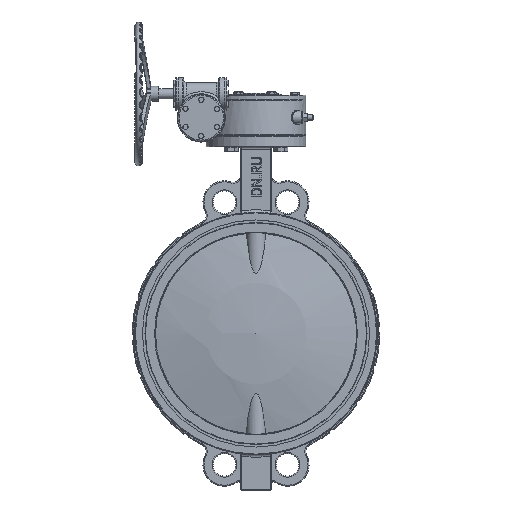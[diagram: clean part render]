
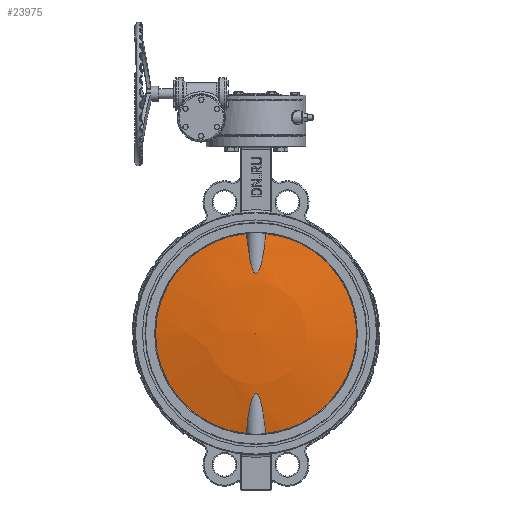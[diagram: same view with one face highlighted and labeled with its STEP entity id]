
A CAD part, top view. The second image highlights one B-rep face of the part: STEP entity #23975.
In plain terms, the highlighted spherical face has radius 866.184 mm.
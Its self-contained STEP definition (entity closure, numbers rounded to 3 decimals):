
#751=SPHERICAL_SURFACE('',#25697,866.184);
#1679=FACE_OUTER_BOUND('',#3045,.T.);
#3045=EDGE_LOOP('',(#15679,#15680,#15681,#15682,#15683,#15684,#15685));
#7614=CIRCLE('',#25698,199.06);
#7615=CIRCLE('',#25699,866.184);
#7616=CIRCLE('',#25700,199.06);
#7617=CIRCLE('',#25701,199.06);
#8439=B_SPLINE_CURVE_WITH_KNOTS('',3,(#34000,#34001,#34002,#34003,#34004,
#34005,#34006,#34007,#34008,#34009,#34010,#34011,#34012,#34013,#34014,#34015,
#34016,#34017,#34018,#34019,#34020,#34021,#34022,#34023,#34024,#34025,#34026,
#34027,#34028,#34029,#34030,#34031,#34032,#34033,#34034,#34035,#34036,#34037,
#34038,#34039,#34040,#34041),.UNSPECIFIED.,.F.,.F.,(4,2,2,2,2,2,2,2,2,2,
2,2,2,2,2,2,2,2,2,2,4),(1.099,3.663,5.494,
6.41,7.325,8.001,8.339,8.677,
8.882,8.985,9.087,9.19,9.292,
9.497,9.835,10.173,10.849,11.765,
12.68,14.512,17.076),.UNSPECIFIED.);
#8440=B_SPLINE_CURVE_WITH_KNOTS('',3,(#34049,#34050,#34051,#34052,#34053,
#34054,#34055,#34056,#34057,#34058,#34059,#34060,#34061,#34062,#34063,#34064,
#34065,#34066,#34067,#34068,#34069,#34070,#34071,#34072,#34073,#34074,#34075,
#34076,#34077,#34078,#34079,#34080,#34081,#34082,#34083,#34084,#34085,#34086,
#34087,#34088,#34089,#34090),.UNSPECIFIED.,.F.,.F.,(4,2,2,2,2,2,2,2,2,2,
2,2,2,2,2,2,2,2,2,2,4),(1.099,3.663,5.494,
6.41,7.325,8.001,8.339,8.677,
8.882,8.985,9.087,9.19,9.292,
9.497,9.835,10.173,10.849,11.765,
12.68,14.512,17.076),.UNSPECIFIED.);
#9608=VERTEX_POINT('',#33998);
#9609=VERTEX_POINT('',#33999);
#9610=VERTEX_POINT('',#34042);
#9611=VERTEX_POINT('',#34044);
#9612=VERTEX_POINT('',#34046);
#9613=VERTEX_POINT('',#34048);
#11986=EDGE_CURVE('',#9608,#9609,#8439,.T.);
#11987=EDGE_CURVE('',#9610,#9608,#7614,.T.);
#11988=EDGE_CURVE('',#9610,#9611,#7615,.T.);
#11989=EDGE_CURVE('',#9612,#9610,#7616,.T.);
#11990=EDGE_CURVE('',#9613,#9612,#8440,.T.);
#11991=EDGE_CURVE('',#9609,#9613,#7617,.T.);
#15679=ORIENTED_EDGE('',*,*,#11986,.F.);
#15680=ORIENTED_EDGE('',*,*,#11987,.F.);
#15681=ORIENTED_EDGE('',*,*,#11988,.T.);
#15682=ORIENTED_EDGE('',*,*,#11988,.F.);
#15683=ORIENTED_EDGE('',*,*,#11989,.F.);
#15684=ORIENTED_EDGE('',*,*,#11990,.F.);
#15685=ORIENTED_EDGE('',*,*,#11991,.F.);
#23975=ADVANCED_FACE('',(#1679),#751,.T.);
#25697=AXIS2_PLACEMENT_3D('',#33997,#27894,#27895);
#25698=AXIS2_PLACEMENT_3D('',#34043,#27896,#27897);
#25699=AXIS2_PLACEMENT_3D('',#34045,#27898,#27899);
#25700=AXIS2_PLACEMENT_3D('',#34047,#27900,#27901);
#25701=AXIS2_PLACEMENT_3D('',#34091,#27902,#27903);
#27894=DIRECTION('center_axis',(0.,0.,-1.));
#27895=DIRECTION('ref_axis',(1.,0.,0.));
#27896=DIRECTION('center_axis',(0.,0.,-1.));
#27897=DIRECTION('ref_axis',(0.,1.,0.));
#27898=DIRECTION('center_axis',(0.,1.,0.));
#27899=DIRECTION('ref_axis',(-1.,0.,0.));
#27900=DIRECTION('center_axis',(0.,0.,-1.));
#27901=DIRECTION('ref_axis',(0.,1.,0.));
#27902=DIRECTION('center_axis',(0.,0.,-1.));
#27903=DIRECTION('ref_axis',(0.,1.,0.));
#33997=CARTESIAN_POINT('Origin',(0.,0.,-838.001));
#33998=CARTESIAN_POINT('',(-19.365,198.116,5.));
#33999=CARTESIAN_POINT('',(19.365,198.116,5.));
#34000=CARTESIAN_POINT('Ctrl Pts',(-19.365,198.116,5.));
#34001=CARTESIAN_POINT('Ctrl Pts',(-18.833,189.404,7.06));
#34002=CARTESIAN_POINT('Ctrl Pts',(-17.96,180.29,9.074));
#34003=CARTESIAN_POINT('Ctrl Pts',(-15.883,164.71,12.257));
#34004=CARTESIAN_POINT('Ctrl Pts',(-14.848,158.233,13.504));
#34005=CARTESIAN_POINT('Ctrl Pts',(-13.005,148.78,15.217));
#34006=CARTESIAN_POINT('Ctrl Pts',(-12.342,145.673,15.763));
#34007=CARTESIAN_POINT('Ctrl Pts',(-10.891,139.589,16.798));
#34008=CARTESIAN_POINT('Ctrl Pts',(-10.105,136.612,17.289));
#34009=CARTESIAN_POINT('Ctrl Pts',(-8.564,131.598,18.089));
#34010=CARTESIAN_POINT('Ctrl Pts',(-7.783,129.278,18.45));
#34011=CARTESIAN_POINT('Ctrl Pts',(-6.388,125.922,18.959));
#34012=CARTESIAN_POINT('Ctrl Pts',(-5.886,124.825,19.123));
#34013=CARTESIAN_POINT('Ctrl Pts',(-4.777,122.748,19.43));
#34014=CARTESIAN_POINT('Ctrl Pts',(-4.175,121.765,19.573));
#34015=CARTESIAN_POINT('Ctrl Pts',(-3.034,120.375,19.773));
#34016=CARTESIAN_POINT('Ctrl Pts',(-2.514,119.839,19.85));
#34017=CARTESIAN_POINT('Ctrl Pts',(-1.634,119.241,19.935));
#34018=CARTESIAN_POINT('Ctrl Pts',(-1.324,119.076,19.959));
#34019=CARTESIAN_POINT('Ctrl Pts',(-0.677,118.848,
19.991));
#34020=CARTESIAN_POINT('Ctrl Pts',(-0.342,118.785,
20.));
#34021=CARTESIAN_POINT('Ctrl Pts',(0.342,118.785,20.));
#34022=CARTESIAN_POINT('Ctrl Pts',(0.677,118.848,19.991));
#34023=CARTESIAN_POINT('Ctrl Pts',(1.324,119.076,19.959));
#34024=CARTESIAN_POINT('Ctrl Pts',(1.634,119.241,19.935));
#34025=CARTESIAN_POINT('Ctrl Pts',(2.514,119.839,19.85));
#34026=CARTESIAN_POINT('Ctrl Pts',(3.034,120.375,19.773));
#34027=CARTESIAN_POINT('Ctrl Pts',(4.175,121.765,19.573));
#34028=CARTESIAN_POINT('Ctrl Pts',(4.777,122.748,19.43));
#34029=CARTESIAN_POINT('Ctrl Pts',(5.886,124.825,19.123));
#34030=CARTESIAN_POINT('Ctrl Pts',(6.388,125.922,18.959));
#34031=CARTESIAN_POINT('Ctrl Pts',(7.783,129.278,18.45));
#34032=CARTESIAN_POINT('Ctrl Pts',(8.564,131.598,18.089));
#34033=CARTESIAN_POINT('Ctrl Pts',(10.105,136.612,17.289));
#34034=CARTESIAN_POINT('Ctrl Pts',(10.891,139.589,16.798));
#34035=CARTESIAN_POINT('Ctrl Pts',(12.342,145.673,15.763));
#34036=CARTESIAN_POINT('Ctrl Pts',(13.005,148.78,15.217));
#34037=CARTESIAN_POINT('Ctrl Pts',(14.848,158.233,13.504));
#34038=CARTESIAN_POINT('Ctrl Pts',(15.883,164.71,12.257));
#34039=CARTESIAN_POINT('Ctrl Pts',(17.96,180.29,9.074));
#34040=CARTESIAN_POINT('Ctrl Pts',(18.833,189.404,7.06));
#34041=CARTESIAN_POINT('Ctrl Pts',(19.365,198.116,5.));
#34042=CARTESIAN_POINT('',(-199.06,0.,5.));
#34043=CARTESIAN_POINT('Origin',(0.,0.,5.));
#34044=CARTESIAN_POINT('',(0.,0.,
28.184));
#34045=CARTESIAN_POINT('Origin',(0.,0.,-838.001));
#34046=CARTESIAN_POINT('',(-19.365,-198.116,5.));
#34047=CARTESIAN_POINT('Origin',(0.,0.,5.));
#34048=CARTESIAN_POINT('',(19.365,-198.116,5.));
#34049=CARTESIAN_POINT('Ctrl Pts',(19.365,-198.116,5.));
#34050=CARTESIAN_POINT('Ctrl Pts',(18.833,-189.404,7.06));
#34051=CARTESIAN_POINT('Ctrl Pts',(17.96,-180.29,9.074));
#34052=CARTESIAN_POINT('Ctrl Pts',(15.883,-164.71,12.257));
#34053=CARTESIAN_POINT('Ctrl Pts',(14.848,-158.233,13.504));
#34054=CARTESIAN_POINT('Ctrl Pts',(13.005,-148.78,15.217));
#34055=CARTESIAN_POINT('Ctrl Pts',(12.342,-145.673,15.763));
#34056=CARTESIAN_POINT('Ctrl Pts',(10.891,-139.589,16.798));
#34057=CARTESIAN_POINT('Ctrl Pts',(10.105,-136.612,17.289));
#34058=CARTESIAN_POINT('Ctrl Pts',(8.564,-131.598,18.089));
#34059=CARTESIAN_POINT('Ctrl Pts',(7.783,-129.278,18.45));
#34060=CARTESIAN_POINT('Ctrl Pts',(6.388,-125.922,18.959));
#34061=CARTESIAN_POINT('Ctrl Pts',(5.886,-124.825,19.123));
#34062=CARTESIAN_POINT('Ctrl Pts',(4.777,-122.748,19.43));
#34063=CARTESIAN_POINT('Ctrl Pts',(4.175,-121.765,19.573));
#34064=CARTESIAN_POINT('Ctrl Pts',(3.034,-120.375,19.773));
#34065=CARTESIAN_POINT('Ctrl Pts',(2.514,-119.839,19.85));
#34066=CARTESIAN_POINT('Ctrl Pts',(1.634,-119.241,19.935));
#34067=CARTESIAN_POINT('Ctrl Pts',(1.324,-119.076,19.959));
#34068=CARTESIAN_POINT('Ctrl Pts',(0.677,-118.848,
19.991));
#34069=CARTESIAN_POINT('Ctrl Pts',(0.342,-118.785,
20.));
#34070=CARTESIAN_POINT('Ctrl Pts',(-0.342,-118.785,
20.));
#34071=CARTESIAN_POINT('Ctrl Pts',(-0.677,-118.848,
19.991));
#34072=CARTESIAN_POINT('Ctrl Pts',(-1.324,-119.076,
19.959));
#34073=CARTESIAN_POINT('Ctrl Pts',(-1.634,-119.241,
19.935));
#34074=CARTESIAN_POINT('Ctrl Pts',(-2.514,-119.839,
19.85));
#34075=CARTESIAN_POINT('Ctrl Pts',(-3.034,-120.375,
19.773));
#34076=CARTESIAN_POINT('Ctrl Pts',(-4.175,-121.765,
19.573));
#34077=CARTESIAN_POINT('Ctrl Pts',(-4.777,-122.748,
19.43));
#34078=CARTESIAN_POINT('Ctrl Pts',(-5.886,-124.825,19.123));
#34079=CARTESIAN_POINT('Ctrl Pts',(-6.388,-125.922,18.959));
#34080=CARTESIAN_POINT('Ctrl Pts',(-7.783,-129.278,
18.45));
#34081=CARTESIAN_POINT('Ctrl Pts',(-8.564,-131.598,18.089));
#34082=CARTESIAN_POINT('Ctrl Pts',(-10.105,-136.612,
17.289));
#34083=CARTESIAN_POINT('Ctrl Pts',(-10.891,-139.589,
16.798));
#34084=CARTESIAN_POINT('Ctrl Pts',(-12.342,-145.673,
15.763));
#34085=CARTESIAN_POINT('Ctrl Pts',(-13.005,-148.78,
15.217));
#34086=CARTESIAN_POINT('Ctrl Pts',(-14.848,-158.233,
13.504));
#34087=CARTESIAN_POINT('Ctrl Pts',(-15.883,-164.71,
12.257));
#34088=CARTESIAN_POINT('Ctrl Pts',(-17.96,-180.29,
9.074));
#34089=CARTESIAN_POINT('Ctrl Pts',(-18.833,-189.404,7.06));
#34090=CARTESIAN_POINT('Ctrl Pts',(-19.365,-198.116,
5.));
#34091=CARTESIAN_POINT('Origin',(0.,0.,5.));
